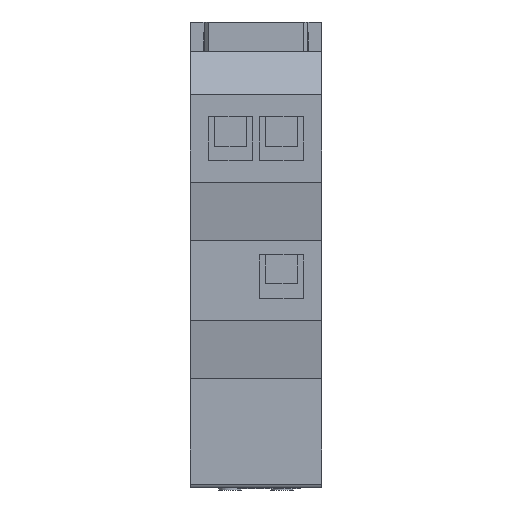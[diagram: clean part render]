
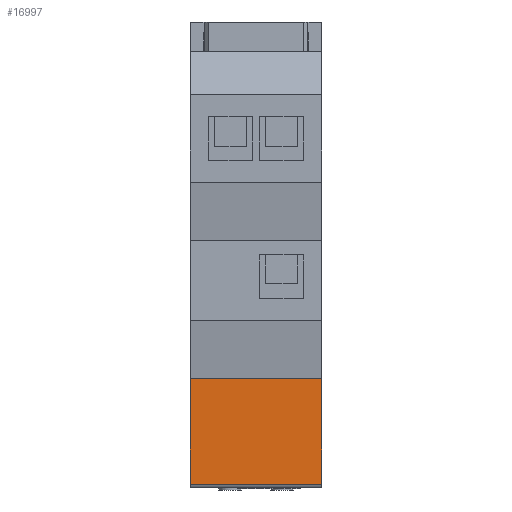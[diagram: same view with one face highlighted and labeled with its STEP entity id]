
A CAD part, front view. The second image highlights one B-rep face of the part: STEP entity #16997.
In plain terms, the highlighted planar face has unit normal (0, -1, 0).
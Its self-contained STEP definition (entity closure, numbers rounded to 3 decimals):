
#555 = DIRECTION ( 'NONE',  ( 0., 0., -1. ) ) ;
#572 = ORIENTED_EDGE ( 'NONE', *, *, #13598, .F. ) ;
#676 = VERTEX_POINT ( 'NONE', #3919 ) ;
#688 = ORIENTED_EDGE ( 'NONE', *, *, #2233, .T. ) ;
#741 = CARTESIAN_POINT ( 'NONE',  ( -9., -22.5, -45. ) ) ;
#1055 = CARTESIAN_POINT ( 'NONE',  ( 9., -22.5, -45. ) ) ;
#1455 = VERTEX_POINT ( 'NONE', #1055 ) ;
#2233 = EDGE_CURVE ( 'NONE', #1455, #3057, #11943, .T. ) ;
#2234 = CARTESIAN_POINT ( 'NONE',  ( 9., -22.5, -45. ) ) ;
#2837 = VECTOR ( 'NONE', #555, 1000. ) ;
#3057 = VERTEX_POINT ( 'NONE', #741 ) ;
#3307 = LINE ( 'NONE', #5022, #2837 ) ;
#3483 = EDGE_CURVE ( 'NONE', #3057, #4458, #14913, .T. ) ;
#3759 = DIRECTION ( 'NONE',  ( 0., 0., 1. ) ) ;
#3919 = CARTESIAN_POINT ( 'NONE',  ( 9., -22.5, -59.5 ) ) ;
#4036 = FACE_OUTER_BOUND ( 'NONE', #8326, .T. ) ;
#4453 = VECTOR ( 'NONE', #17982, 1000. ) ;
#4458 = VERTEX_POINT ( 'NONE', #9740 ) ;
#5022 = CARTESIAN_POINT ( 'NONE',  ( 9., -22.5, -45. ) ) ;
#7281 = AXIS2_PLACEMENT_3D ( 'NONE', #2234, #12217, #3759 ) ;
#8116 = PLANE ( 'NONE',  #7281 ) ;
#8276 = LINE ( 'NONE', #15053, #14929 ) ;
#8326 = EDGE_LOOP ( 'NONE', ( #13769, #11919, #572, #688 ) ) ;
#8525 = EDGE_CURVE ( 'NONE', #4458, #676, #8276, .T. ) ;
#9740 = CARTESIAN_POINT ( 'NONE',  ( -9., -22.5, -59.5 ) ) ;
#10013 = DIRECTION ( 'NONE',  ( 0., 0., -1. ) ) ;
#11370 = CARTESIAN_POINT ( 'NONE',  ( -9., -22.5, -45. ) ) ;
#11476 = VECTOR ( 'NONE', #10013, 1000. ) ;
#11919 = ORIENTED_EDGE ( 'NONE', *, *, #8525, .T. ) ;
#11943 = LINE ( 'NONE', #15328, #4453 ) ;
#12217 = DIRECTION ( 'NONE',  ( 0., 1., 0. ) ) ;
#13598 = EDGE_CURVE ( 'NONE', #1455, #676, #3307, .T. ) ;
#13749 = DIRECTION ( 'NONE',  ( 1., 0., 0. ) ) ;
#13769 = ORIENTED_EDGE ( 'NONE', *, *, #3483, .T. ) ;
#14913 = LINE ( 'NONE', #11370, #11476 ) ;
#14929 = VECTOR ( 'NONE', #13749, 1000. ) ;
#15053 = CARTESIAN_POINT ( 'NONE',  ( 9., -22.5, -59.5 ) ) ;
#15328 = CARTESIAN_POINT ( 'NONE',  ( 9., -22.5, -45. ) ) ;
#16997 = ADVANCED_FACE ( 'NONE', ( #4036 ), #8116, .F. ) ;
#17982 = DIRECTION ( 'NONE',  ( -1., 0., 0. ) ) ;
